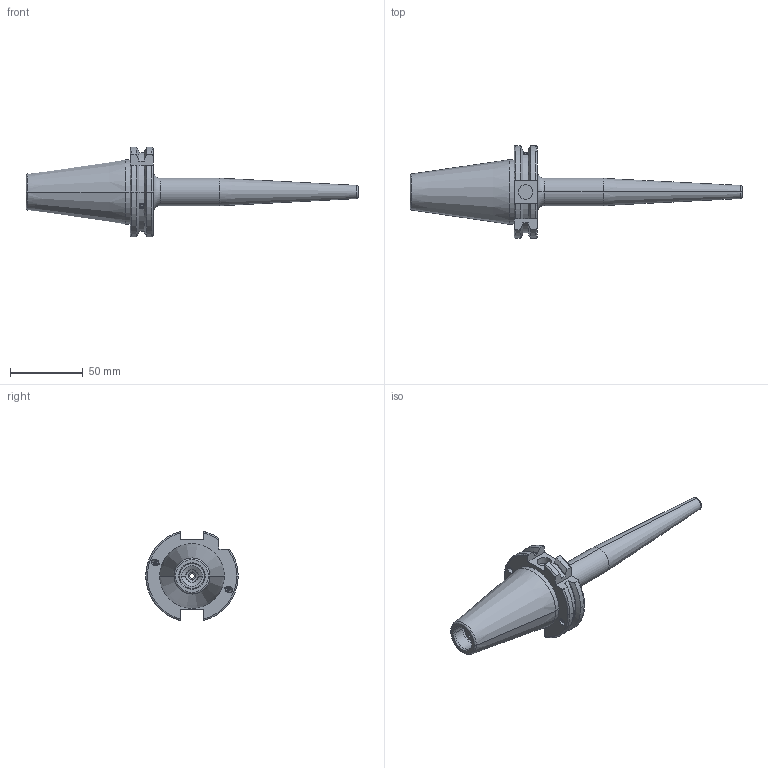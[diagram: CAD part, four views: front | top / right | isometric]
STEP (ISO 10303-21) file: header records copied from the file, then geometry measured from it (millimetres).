
FILE_DESCRIPTION (( 'STEP AP203' ), '1' );
FILE_NAME ('FWS409H-SFS03160.STEP', '2024-08-28T09:37:59', ( '' ), ( '' ), 'SwSTEP 2.0', 'SolidWorks 2024', '' );
FILE_SCHEMA (( 'CONFIG_CONTROL_DESIGN' ));
Length unit declared in the file: millimetre
Products named in the file (5): GS-M4X4-COATING_DIN 913 - M4 x 4-N; SK40SFS03160FWW; FWS409H-SFS03160; GS-M4X4_DIN 913 - M4 x 4-N
Assembly tree (6 placements, depth 3):
  FWS409H-SFS03160
    SK40SFS03160FWW
      SK40SFS03160FWW
      GS-M4X4_DIN 913 - M4 x 4-N  x2
      GS-M4X4-COATING_DIN 913 - M4 x 4-N  x2
Bounding box: 228.4 x 63.55 x 61.48 mm (x, y, z)
Volume: 126851.4 mm3; surface area: 30360.7 mm2
Topology: 5 solids, 5 shells, 244 faces, 593 edges, 371 vertices
Faces by surface type: cone 96, cylinder 70, plane 62, torus 16
Entity records: 6125 total; most frequent: CARTESIAN_POINT 1308, DIRECTION 956, ORIENTED_EDGE 858, EDGE_CURVE 429, AXIS2_PLACEMENT_3D 383, VERTEX_POINT 269, CIRCLE 197, EDGE_LOOP 196
